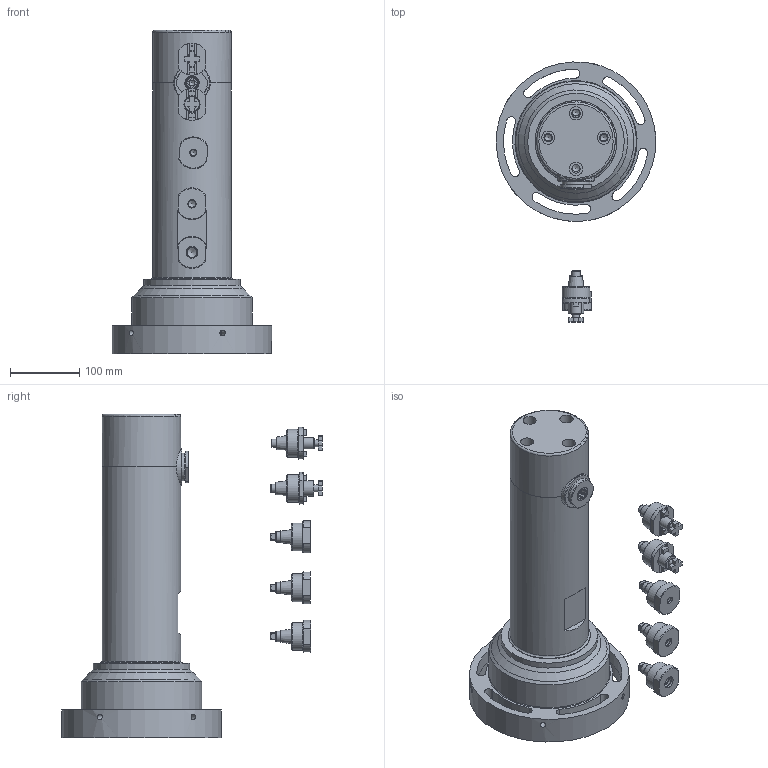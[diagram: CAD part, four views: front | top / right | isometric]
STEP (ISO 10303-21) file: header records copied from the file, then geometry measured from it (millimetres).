
FILE_DESCRIPTION(/* description */ (''),/* implementation_level */ '2;1');
FILE_NAME(/* name */ '715000.stp',/* time_stamp */ '2025-12-23T17:01:40+01:00',/* author */ (''),/* organization */ (''),/* preprocessor_version */ 'ST-DEVELOPER v20',/* originating_system */ 'SIEMENS PLM Software NX2406.4001',/* authorisation */ '');
FILE_SCHEMA (('AUTOMOTIVE_DESIGN { 1 0 10303 214 3 1 1 1 }'));
Length unit declared in the file: millimetre
Products named in the file (1): 715000_Montaje
Bounding box: 229.78 x 375.29 x 466 mm (x, y, z)
Volume: 4290390.7 mm3; surface area: 821203 mm2
Topology: 100 solids, 100 shells, 1227 faces, 2997 edges, 1954 vertices
Faces by surface type: plane 519, cylinder 388, cone 192, torus 71, sphere 57
Full cylindrical faces by diameter (mm): 1.6 x1, 2.5 x3, 3 x8, 4 x2, 5 x4, 6.985 x4, 7.938 x13, 8.1 x7, 8.5 x1, 8.782 x2, 9 x1, 9.732 x2, 10.2 x2, 10.25 x2, 10.5 x3, 10.579 x1, 12 x2, 12.2 x8, 13 x2, 14.376 x1, 15.5 x3, 16 x1, 16.2 x2, 16.3 x1, 16.8 x1, 17 x1, 19 x4, 21 x1, 22.2 x1, 22.3 x1
Entity records: 38766 total; most frequent: CARTESIAN_POINT 8148, DIRECTION 5418, ORIENTED_EDGE 4540, AXIS2_PLACEMENT_3D 2286, EDGE_CURVE 2270, EDGE_LOOP 1816, VERTEX_POINT 1777, FACE_BOUND 1315
